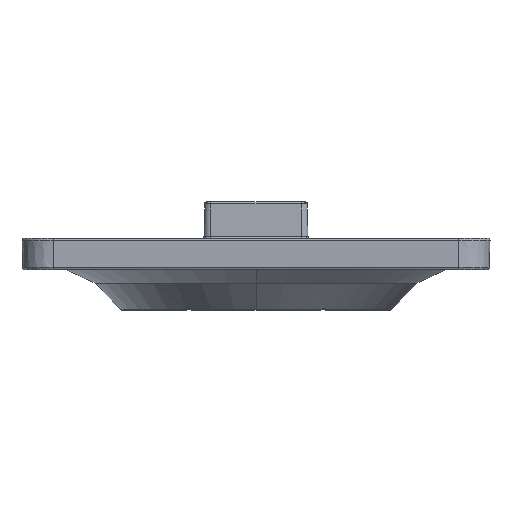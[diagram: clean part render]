
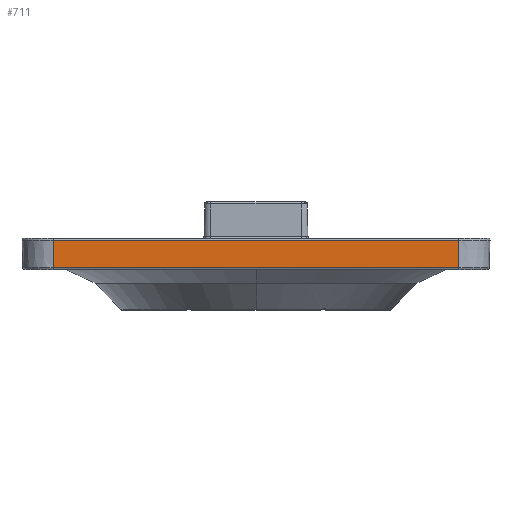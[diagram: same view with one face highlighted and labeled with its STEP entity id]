
A CAD part, left-side view. The second image highlights one B-rep face of the part: STEP entity #711.
In plain terms, the highlighted planar face has unit normal (-1, 0, -0.018).
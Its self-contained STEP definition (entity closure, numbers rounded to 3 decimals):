
#100 = ORIENTED_EDGE ( 'NONE', *, *, #4957, .T. ) ;
#117 = CARTESIAN_POINT ( 'NONE',  ( -22.5, 19.5, 3. ) ) ;
#137 = DIRECTION ( 'NONE',  ( -0.017, 0., 1. ) ) ;
#321 = VECTOR ( 'NONE', #4157, 1000. ) ;
#328 = ORIENTED_EDGE ( 'NONE', *, *, #4950, .T. ) ;
#673 = VERTEX_POINT ( 'NONE', #3730 ) ;
#711 = ADVANCED_FACE ( 'NONE', ( #995 ), #3710, .T. ) ;
#971 = LINE ( 'NONE', #5155, #2658 ) ;
#995 = FACE_OUTER_BOUND ( 'NONE', #1107, .T. ) ;
#1107 = EDGE_LOOP ( 'NONE', ( #4024, #4565, #328, #100 ) ) ;
#1258 = LINE ( 'NONE', #5511, #5205 ) ;
#1412 = LINE ( 'NONE', #3659, #1555 ) ;
#1555 = VECTOR ( 'NONE', #1801, 1000. ) ;
#1801 = DIRECTION ( 'NONE',  ( 0., 1., 0. ) ) ;
#2446 = CARTESIAN_POINT ( 'NONE',  ( -22.5, 0., 3. ) ) ;
#2658 = VECTOR ( 'NONE', #4685, 1000. ) ;
#2711 = DIRECTION ( 'NONE',  ( -1., 0., -0.017 ) ) ;
#2955 = AXIS2_PLACEMENT_3D ( 'NONE', #2446, #2711, #5488 ) ;
#3211 = VERTEX_POINT ( 'NONE', #3839 ) ;
#3659 = CARTESIAN_POINT ( 'NONE',  ( -22.496, 0., 2.797 ) ) ;
#3710 = PLANE ( 'NONE',  #2955 ) ;
#3730 = CARTESIAN_POINT ( 'NONE',  ( -22.496, 19.5, 2.797 ) ) ;
#3747 = LINE ( 'NONE', #117, #321 ) ;
#3839 = CARTESIAN_POINT ( 'NONE',  ( -22.496, -19.5, 2.797 ) ) ;
#3903 = CARTESIAN_POINT ( 'NONE',  ( -22.451, 19.5, 0.197 ) ) ;
#4024 = ORIENTED_EDGE ( 'NONE', *, *, #4938, .T. ) ;
#4097 = VERTEX_POINT ( 'NONE', #4968 ) ;
#4126 = VERTEX_POINT ( 'NONE', #3903 ) ;
#4157 = DIRECTION ( 'NONE',  ( 0.017, 0., -1. ) ) ;
#4565 = ORIENTED_EDGE ( 'NONE', *, *, #4949, .T. ) ;
#4685 = DIRECTION ( 'NONE',  ( 0., -1., 0. ) ) ;
#4938 = EDGE_CURVE ( 'NONE', #673, #4126, #3747, .T. ) ;
#4949 = EDGE_CURVE ( 'NONE', #4126, #4097, #971, .T. ) ;
#4950 = EDGE_CURVE ( 'NONE', #4097, #3211, #1258, .T. ) ;
#4957 = EDGE_CURVE ( 'NONE', #3211, #673, #1412, .T. ) ;
#4968 = CARTESIAN_POINT ( 'NONE',  ( -22.451, -19.5, 0.197 ) ) ;
#5155 = CARTESIAN_POINT ( 'NONE',  ( -22.451, -19.5, 0.197 ) ) ;
#5205 = VECTOR ( 'NONE', #137, 1000. ) ;
#5488 = DIRECTION ( 'NONE',  ( -0.017, 0., 1. ) ) ;
#5511 = CARTESIAN_POINT ( 'NONE',  ( -22.5, -19.5, 3. ) ) ;
